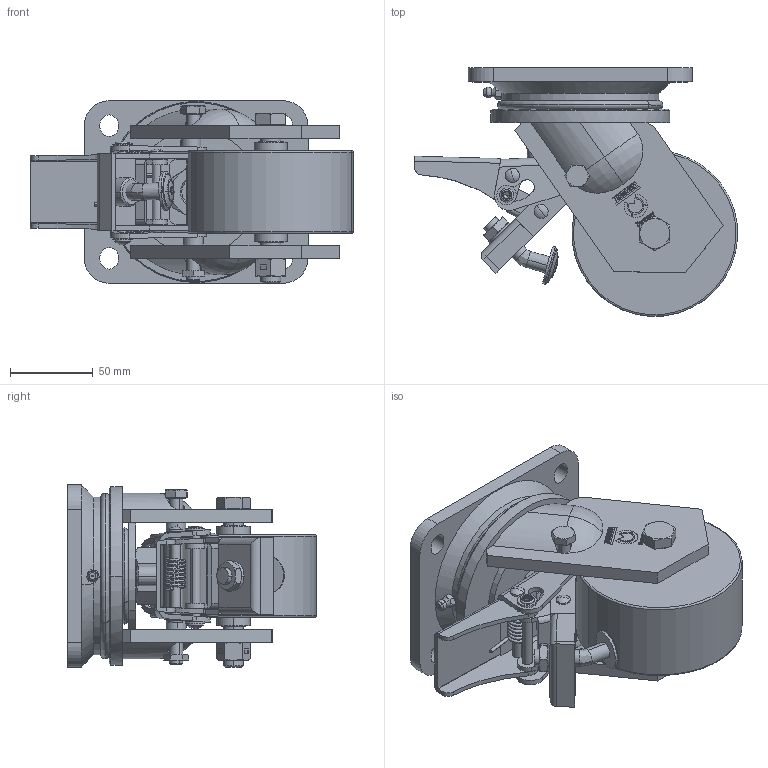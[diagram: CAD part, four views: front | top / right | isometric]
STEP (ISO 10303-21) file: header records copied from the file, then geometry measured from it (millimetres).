
FILE_DESCRIPTION (( 'STEP AP214' ), '1' );
FILE_NAME ('0040568_L-HB-STS-100-K-3-DSV.STEP', '2015-09-11T10:28:05', ( '' ), ( '' ), 'SwSTEP 2.0', 'SolidWorks 2014', '' );
FILE_SCHEMA (( 'AUTOMOTIVE_DESIGN' ));
Length unit declared in the file: millimetre
Products named in the file (1): 0040568_L-HB-STS-100-K-3-DSV
Bounding box: 194.83 x 149.91 x 110 mm (x, y, z)
Volume: 892571.4 mm3; surface area: 215869.2 mm2
Topology: 35 solids, 35 shells, 1154 faces, 2886 edges, 1850 vertices
Faces by surface type: plane 504, cylinder 249, bspline 230, cone 105, torus 60, sphere 6
Entity records: 55928 total; most frequent: CARTESIAN_POINT 16882, ORIENTED_EDGE 5742, DIRECTION 4667, EDGE_CURVE 2871, VERTEX_POINT 1849, AXIS2_PLACEMENT_3D 1575, VECTOR 1517, LINE 1517
